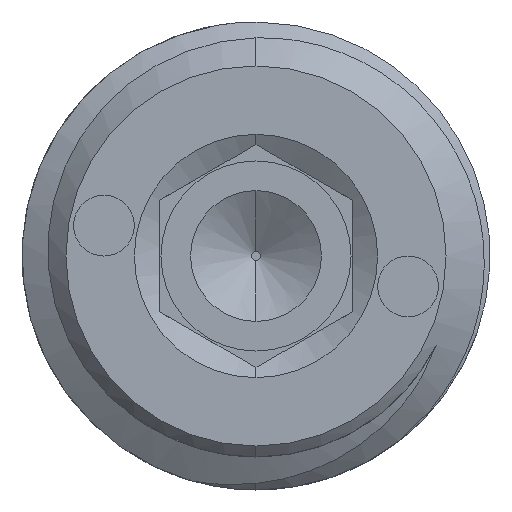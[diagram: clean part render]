
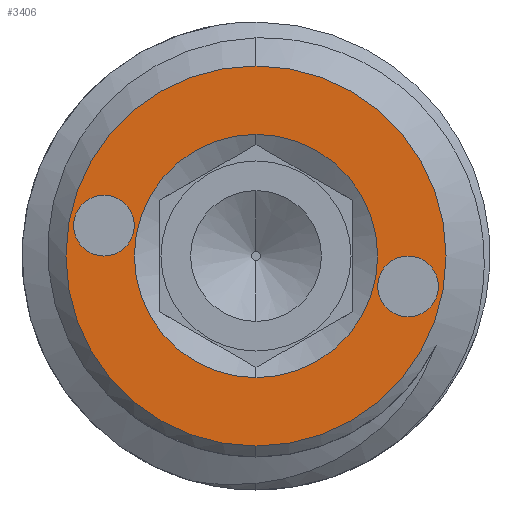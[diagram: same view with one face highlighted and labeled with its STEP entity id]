
A CAD part, left-side view. The second image highlights one B-rep face of the part: STEP entity #3406.
In plain terms, the highlighted face is planar.
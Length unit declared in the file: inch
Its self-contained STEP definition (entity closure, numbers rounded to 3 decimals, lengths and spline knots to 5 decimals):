
#52 = ORIENTED_EDGE ( 'NONE', *, *, #2599, .F. ) ;
#78 = CARTESIAN_POINT ( 'NONE',  ( 0.1, 0.28, 0.02 ) ) ;
#81 = CARTESIAN_POINT ( 'NONE',  ( 0., 0.28, 0.125 ) ) ;
#122 = CARTESIAN_POINT ( 'NONE',  ( 0., 0.28, -0.08 ) ) ;
#149 = EDGE_CURVE ( 'NONE', #2554, #1824, #3398, .T. ) ;
#159 = CIRCLE ( 'NONE', #3903, 0.02 ) ;
#164 = DIRECTION ( 'NONE',  ( 0., 0., 1. ) ) ;
#217 = CIRCLE ( 'NONE', #1542, 0.02 ) ;
#274 = ORIENTED_EDGE ( 'NONE', *, *, #2276, .T. ) ;
#487 = DIRECTION ( 'NONE',  ( 0., 1., 0. ) ) ;
#548 = ORIENTED_EDGE ( 'NONE', *, *, #3246, .F. ) ;
#560 = AXIS2_PLACEMENT_3D ( 'NONE', #4500, #954, #3442 ) ;
#578 = DIRECTION ( 'NONE',  ( 0., 1., 0. ) ) ;
#631 = DIRECTION ( 'NONE',  ( 0., 0., 1. ) ) ;
#657 = DIRECTION ( 'NONE',  ( 0., 0., -1. ) ) ;
#680 = CARTESIAN_POINT ( 'NONE',  ( 0., 0.28, 0. ) ) ;
#708 = AXIS2_PLACEMENT_3D ( 'NONE', #1920, #578, #2650 ) ;
#734 = CARTESIAN_POINT ( 'NONE',  ( 0.1, 0.28, 0.04 ) ) ;
#749 = CARTESIAN_POINT ( 'NONE',  ( -0.1, 0.28, -0.04 ) ) ;
#782 = EDGE_LOOP ( 'NONE', ( #4356, #52 ) ) ;
#876 = FACE_BOUND ( 'NONE', #782, .T. ) ;
#890 = CARTESIAN_POINT ( 'NONE',  ( 0.1, 0.28, 0. ) ) ;
#904 = CARTESIAN_POINT ( 'NONE',  ( -0.1, 0.28, 0. ) ) ;
#950 = VERTEX_POINT ( 'NONE', #904 ) ;
#954 = DIRECTION ( 'NONE',  ( 0., 1., 0. ) ) ;
#968 = DIRECTION ( 'NONE',  ( 0., -1., 0. ) ) ;
#1018 = DIRECTION ( 'NONE',  ( 0., -1., 0. ) ) ;
#1028 = DIRECTION ( 'NONE',  ( 0., 1., 0. ) ) ;
#1089 = AXIS2_PLACEMENT_3D ( 'NONE', #1317, #968, #3795 ) ;
#1149 = AXIS2_PLACEMENT_3D ( 'NONE', #78, #1862, #4338 ) ;
#1280 = ORIENTED_EDGE ( 'NONE', *, *, #149, .F. ) ;
#1291 = VERTEX_POINT ( 'NONE', #3839 ) ;
#1317 = CARTESIAN_POINT ( 'NONE',  ( 0., 0.28, 0. ) ) ;
#1333 = ORIENTED_EDGE ( 'NONE', *, *, #2717, .F. ) ;
#1374 = DIRECTION ( 'NONE',  ( 0., 0., -1. ) ) ;
#1480 = EDGE_CURVE ( 'NONE', #1291, #4175, #2101, .T. ) ;
#1496 = EDGE_CURVE ( 'NONE', #1824, #2554, #3552, .T. ) ;
#1508 = CARTESIAN_POINT ( 'NONE',  ( 0., 0.28, -0.125 ) ) ;
#1542 = AXIS2_PLACEMENT_3D ( 'NONE', #3152, #1028, #631 ) ;
#1824 = VERTEX_POINT ( 'NONE', #81 ) ;
#1827 = CIRCLE ( 'NONE', #1149, 0.02 ) ;
#1852 = EDGE_LOOP ( 'NONE', ( #1280, #2079 ) ) ;
#1862 = DIRECTION ( 'NONE',  ( 0., 1., 0. ) ) ;
#1920 = CARTESIAN_POINT ( 'NONE',  ( 0., 0.28, 0. ) ) ;
#1970 = VERTEX_POINT ( 'NONE', #734 ) ;
#2078 = DIRECTION ( 'NONE',  ( 0., -1., 0. ) ) ;
#2079 = ORIENTED_EDGE ( 'NONE', *, *, #1496, .F. ) ;
#2086 = VERTEX_POINT ( 'NONE', #749 ) ;
#2101 = CIRCLE ( 'NONE', #2738, 0.08 ) ;
#2275 = PLANE ( 'NONE',  #708 ) ;
#2276 = EDGE_CURVE ( 'NONE', #4175, #1291, #2537, .T. ) ;
#2400 = AXIS2_PLACEMENT_3D ( 'NONE', #2610, #4333, #3690 ) ;
#2472 = CIRCLE ( 'NONE', #560, 0.02 ) ;
#2534 = FACE_BOUND ( 'NONE', #3325, .T. ) ;
#2537 = CIRCLE ( 'NONE', #2400, 0.08 ) ;
#2554 = VERTEX_POINT ( 'NONE', #1508 ) ;
#2599 = EDGE_CURVE ( 'NONE', #4389, #1970, #1827, .T. ) ;
#2610 = CARTESIAN_POINT ( 'NONE',  ( 0., 0.28, 0. ) ) ;
#2650 = DIRECTION ( 'NONE',  ( 0., 0., 1. ) ) ;
#2717 = EDGE_CURVE ( 'NONE', #950, #2086, #217, .T. ) ;
#2738 = AXIS2_PLACEMENT_3D ( 'NONE', #3140, #1018, #1374 ) ;
#2965 = AXIS2_PLACEMENT_3D ( 'NONE', #680, #2078, #657 ) ;
#3140 = CARTESIAN_POINT ( 'NONE',  ( 0., 0.28, 0. ) ) ;
#3152 = CARTESIAN_POINT ( 'NONE',  ( -0.1, 0.28, -0.02 ) ) ;
#3246 = EDGE_CURVE ( 'NONE', #2086, #950, #159, .T. ) ;
#3325 = EDGE_LOOP ( 'NONE', ( #3335, #274 ) ) ;
#3335 = ORIENTED_EDGE ( 'NONE', *, *, #1480, .T. ) ;
#3398 = CIRCLE ( 'NONE', #1089, 0.125 ) ;
#3406 = ADVANCED_FACE ( 'NONE', ( #876, #4536, #4426, #2534 ), #2275, .T. ) ;
#3442 = DIRECTION ( 'NONE',  ( 0., 0., 1. ) ) ;
#3552 = CIRCLE ( 'NONE', #2965, 0.125 ) ;
#3653 = CARTESIAN_POINT ( 'NONE',  ( -0.1, 0.28, -0.02 ) ) ;
#3664 = EDGE_CURVE ( 'NONE', #1970, #4389, #2472, .T. ) ;
#3690 = DIRECTION ( 'NONE',  ( 0., 0., -1. ) ) ;
#3795 = DIRECTION ( 'NONE',  ( 0., 0., -1. ) ) ;
#3839 = CARTESIAN_POINT ( 'NONE',  ( 0., 0.28, 0.08 ) ) ;
#3903 = AXIS2_PLACEMENT_3D ( 'NONE', #3653, #487, #164 ) ;
#4175 = VERTEX_POINT ( 'NONE', #122 ) ;
#4304 = EDGE_LOOP ( 'NONE', ( #1333, #548 ) ) ;
#4333 = DIRECTION ( 'NONE',  ( 0., -1., 0. ) ) ;
#4338 = DIRECTION ( 'NONE',  ( 0., 0., 1. ) ) ;
#4356 = ORIENTED_EDGE ( 'NONE', *, *, #3664, .F. ) ;
#4389 = VERTEX_POINT ( 'NONE', #890 ) ;
#4426 = FACE_OUTER_BOUND ( 'NONE', #1852, .T. ) ;
#4500 = CARTESIAN_POINT ( 'NONE',  ( 0.1, 0.28, 0.02 ) ) ;
#4536 = FACE_BOUND ( 'NONE', #4304, .T. ) ;
